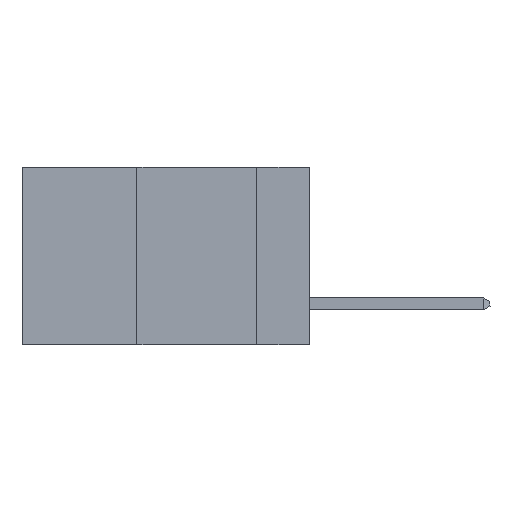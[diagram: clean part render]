
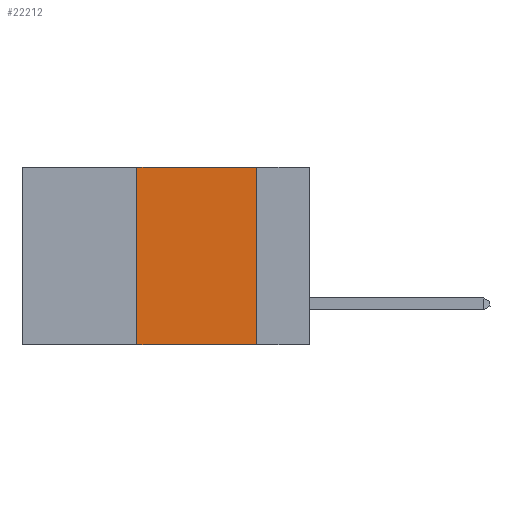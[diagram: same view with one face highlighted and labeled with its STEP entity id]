
A CAD part, left-side view. The second image highlights one B-rep face of the part: STEP entity #22212.
In plain terms, the highlighted planar face has unit normal (-1, 0, 0).
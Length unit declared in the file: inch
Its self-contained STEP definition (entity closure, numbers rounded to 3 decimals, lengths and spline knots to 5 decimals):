
#326 = CARTESIAN_POINT ( 'NONE',  ( 0., 0.11, 0. ) ) ;
#1298 = VERTEX_POINT ( 'NONE', #19902 ) ;
#1740 = CARTESIAN_POINT ( 'NONE',  ( 0., 0.11, -0.37 ) ) ;
#2934 = VERTEX_POINT ( 'NONE', #36087 ) ;
#3386 = DIRECTION ( 'NONE',  ( 1., 0., 0. ) ) ;
#4245 = AXIS2_PLACEMENT_3D ( 'NONE', #21409, #3386, #24385 ) ;
#4784 = DIRECTION ( 'NONE',  ( 0., -1., 0. ) ) ;
#7626 = VECTOR ( 'NONE', #29050, 39.37008 ) ;
#7962 = ORIENTED_EDGE ( 'NONE', *, *, #30598, .T. ) ;
#8328 = DIRECTION ( 'NONE',  ( 0., 0., -1. ) ) ;
#8843 = CARTESIAN_POINT ( 'NONE',  ( 0., 0.36, 0. ) ) ;
#9534 = ORIENTED_EDGE ( 'NONE', *, *, #37061, .F. ) ;
#14695 = LINE ( 'NONE', #26112, #7626 ) ;
#14807 = LINE ( 'NONE', #8843, #29557 ) ;
#14858 = DIRECTION ( 'NONE',  ( 0., 0., 1. ) ) ;
#16364 = LINE ( 'NONE', #26137, #28331 ) ;
#18153 = EDGE_LOOP ( 'NONE', ( #22922, #9534, #33386, #7962 ) ) ;
#18971 = VERTEX_POINT ( 'NONE', #1740 ) ;
#19801 = CARTESIAN_POINT ( 'NONE',  ( 0., 0.6, -0.37 ) ) ;
#19902 = CARTESIAN_POINT ( 'NONE',  ( 0., 0.36, 0. ) ) ;
#20252 = EDGE_CURVE ( 'NONE', #27373, #18971, #16364, .T. ) ;
#21409 = CARTESIAN_POINT ( 'NONE',  ( 0., 0.6, 0. ) ) ;
#22212 = ADVANCED_FACE ( 'NONE', ( #26415 ), #33066, .F. ) ;
#22733 = EDGE_CURVE ( 'NONE', #2934, #1298, #14807, .T. ) ;
#22922 = ORIENTED_EDGE ( 'NONE', *, *, #20252, .F. ) ;
#24385 = DIRECTION ( 'NONE',  ( 0., 0., -1. ) ) ;
#26112 = CARTESIAN_POINT ( 'NONE',  ( 0., 0.6, 0. ) ) ;
#26137 = CARTESIAN_POINT ( 'NONE',  ( 0., 0.11, 0. ) ) ;
#26415 = FACE_OUTER_BOUND ( 'NONE', #18153, .T. ) ;
#26506 = VECTOR ( 'NONE', #4784, 39.37008 ) ;
#27373 = VERTEX_POINT ( 'NONE', #326 ) ;
#28331 = VECTOR ( 'NONE', #8328, 39.37008 ) ;
#29050 = DIRECTION ( 'NONE',  ( 0., -1., 0. ) ) ;
#29557 = VECTOR ( 'NONE', #14858, 39.37008 ) ;
#30598 = EDGE_CURVE ( 'NONE', #2934, #18971, #32456, .T. ) ;
#32456 = LINE ( 'NONE', #19801, #26506 ) ;
#33066 = PLANE ( 'NONE',  #4245 ) ;
#33386 = ORIENTED_EDGE ( 'NONE', *, *, #22733, .F. ) ;
#36087 = CARTESIAN_POINT ( 'NONE',  ( 0., 0.36, -0.37 ) ) ;
#37061 = EDGE_CURVE ( 'NONE', #1298, #27373, #14695, .T. ) ;
